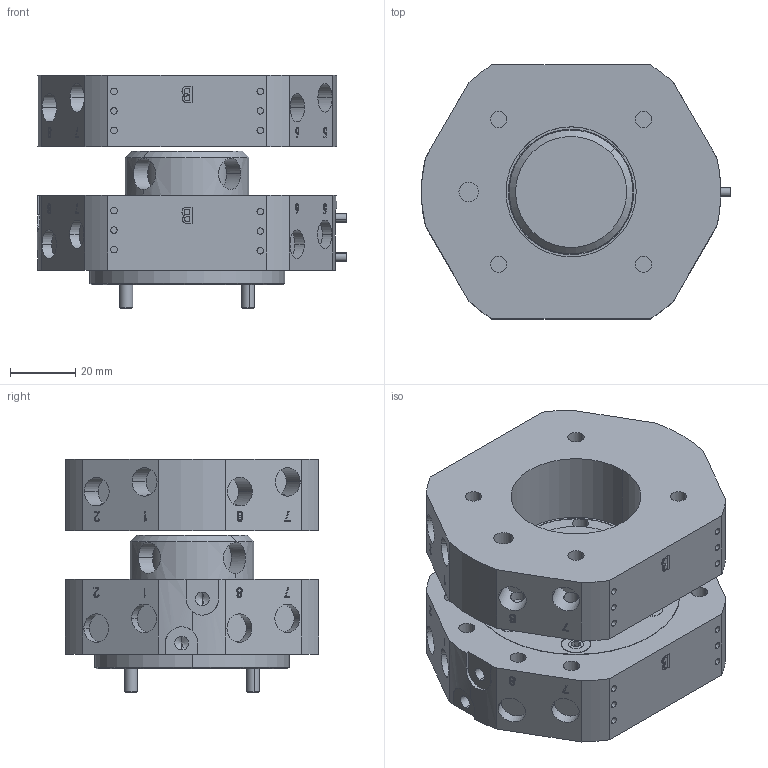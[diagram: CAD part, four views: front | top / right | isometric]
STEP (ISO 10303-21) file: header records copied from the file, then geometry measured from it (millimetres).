
FILE_DESCRIPTION (( 'STEP AP203' ), '1' );
FILE_NAME ('QTC25.STEP', '2025-12-25T06:27:13', ( 'USER-' ), ( 'Microsoft' ), 'SwSTEP 2.0', 'SolidWorks 2018', '' );
FILE_SCHEMA (( 'CONFIG_CONTROL_DESIGN' ));
Length unit declared in the file: millimetre
Products named in the file (8): QTC25; QTC25-M-03 鼠攫詩迖; 0 -QTC25-T; QTC25-M-15 換覜ん揤輸-1; 内六角沉头螺钉[GBT70_3-2008][M4×35×20]; QTC25-M; QTC25-M-01 鼠攫翋釱; 4mm眻噤換覜ん
Assembly tree (11 placements, depth 3):
  QTC25
    QTC25-M
      QTC25-M-01 鼠攫翋釱
      QTC25-M-03 鼠攫詩迖
      内六角沉头螺钉[GBT70_3-2008][M4×35×20]  x4
      QTC25-M-15 換覜ん揤輸-1
      4mm眻噤換覜ん  x2
    0 -QTC25-T
Bounding box: 95 x 78 x 71.87 mm (x, y, z)
Volume: 259117.2 mm3; surface area: 58427.7 mm2
Topology: 10 solids, 10 shells, 743 faces, 1749 edges, 1124 vertices
Faces by surface type: plane 307, cylinder 266, cone 92, bspline 70, torus 8
Entity records: 28412 total; most frequent: CARTESIAN_POINT 12377, ORIENTED_EDGE 3112, DIRECTION 3008, EDGE_CURVE 1556, AXIS2_PLACEMENT_3D 1098, VERTEX_POINT 1023, VECTOR 812, LINE 812
